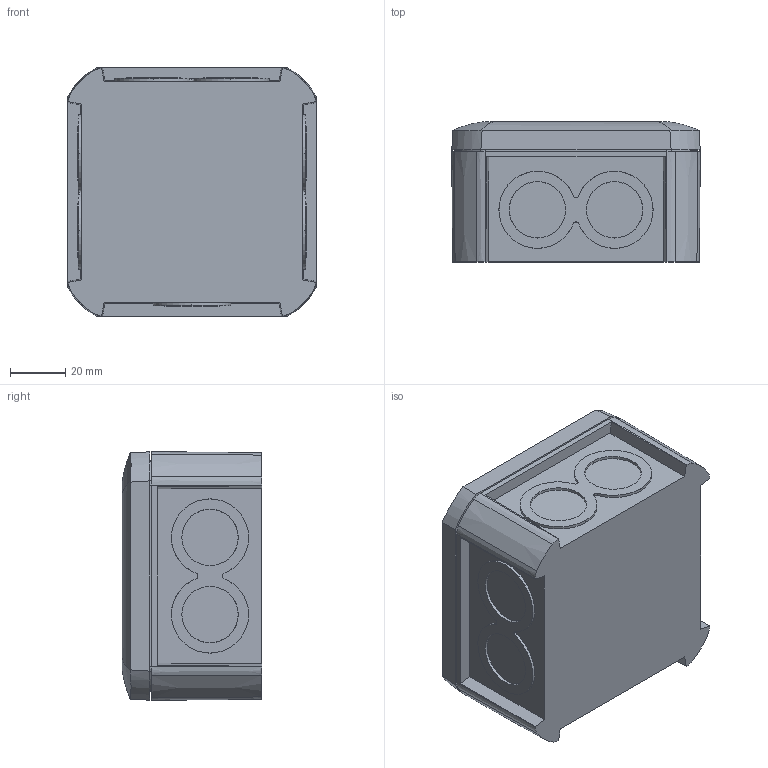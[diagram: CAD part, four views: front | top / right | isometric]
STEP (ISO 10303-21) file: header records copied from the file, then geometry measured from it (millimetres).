
FILE_DESCRIPTION (( 'STEP AP214' ), '1' );
FILE_NAME ('2007904.STP', '2018-02-23T08:21:40', ( '' ), ( '' ), 'SwSTEP 2.0', 'SolidWorks 2016', '' );
FILE_SCHEMA (( 'AUTOMOTIVE_DESIGN' ));
Length unit declared in the file: millimetre
Products named in the file (11): P_ED520-03-02_1_Standard; ED520-02_T40 IP 67; 0072752_T40 z rva; ED170-04_Standard; 0065484_Standard; 0084765_Standard; 0042029_Standard; 0065483_Standard; ED520-01_T40 M20; 2007904; ED520-03_Standard
Assembly tree (18 placements, depth 3):
  2007904
    ED520-01_T40 M20
    0065484_Standard
      0065483_Standard
      0042029_Standard  x5
      0084765_Standard  x5
    ED170-04_Standard
    0072752_T40 z rva
    ED520-03_Standard
      ED520-02_T40 IP 67
      P_ED520-03-02_1_Standard
Bounding box: 90.3 x 50.79 x 90.3 mm (x, y, z)
Volume: 84350.2 mm3; surface area: 91054.8 mm2
Topology: 16 solids, 16 shells, 1457 faces, 3829 edges, 2416 vertices
Faces by surface type: plane 572, cylinder 336, cone 279, torus 134, bspline 128, sphere 8
Entity records: 37130 total; most frequent: CARTESIAN_POINT 10913, ORIENTED_EDGE 5634, DIRECTION 5223, EDGE_CURVE 2817, AXIS2_PLACEMENT_3D 1973, VERTEX_POINT 1752, VECTOR 1277, LINE 1277
